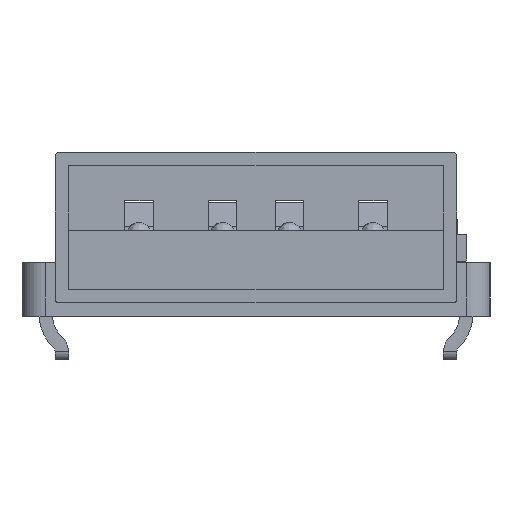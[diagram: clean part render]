
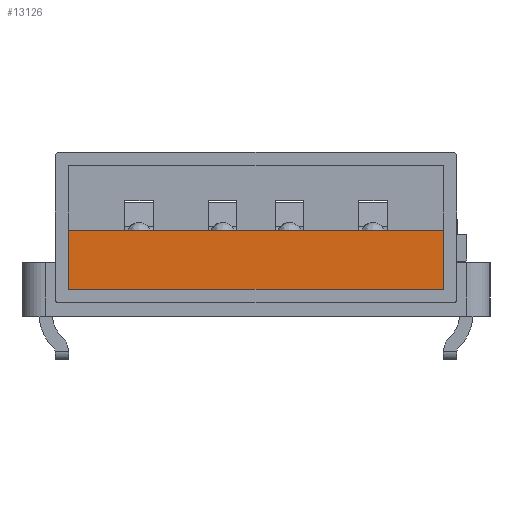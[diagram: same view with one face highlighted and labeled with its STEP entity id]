
A CAD part, left-side view. The second image highlights one B-rep face of the part: STEP entity #13126.
In plain terms, the highlighted face is planar.
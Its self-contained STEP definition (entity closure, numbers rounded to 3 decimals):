
#10270 = PLANE('',#10271);
#10271 = AXIS2_PLACEMENT_3D('',#10272,#10273,#10274);
#10272 = CARTESIAN_POINT('',(-5.6,-0.1,10.05));
#10273 = DIRECTION('',(0.,1.,0.));
#10274 = DIRECTION('',(0.,0.,1.));
#12949 = VERTEX_POINT('',#12950);
#12950 = CARTESIAN_POINT('',(-5.6,-0.1,18.7));
#12964 = PLANE('',#12965);
#12965 = AXIS2_PLACEMENT_3D('',#12966,#12967,#12968);
#12966 = CARTESIAN_POINT('',(-5.6,-0.85,0.));
#12967 = DIRECTION('',(-1.,0.,0.));
#12968 = DIRECTION('',(0.,0.,-1.));
#12976 = EDGE_CURVE('',#12949,#12977,#12979,.T.);
#12977 = VERTEX_POINT('',#12978);
#12978 = CARTESIAN_POINT('',(5.6,-0.1,18.7));
#12979 = SURFACE_CURVE('',#12980,(#12984,#12991),.PCURVE_S1.);
#12980 = LINE('',#12981,#12982);
#12981 = CARTESIAN_POINT('',(-5.6,-0.1,18.7));
#12982 = VECTOR('',#12983,1.);
#12983 = DIRECTION('',(1.,0.,0.));
#12984 = PCURVE('',#10270,#12985);
#12985 = DEFINITIONAL_REPRESENTATION('',(#12986),#12990);
#12986 = LINE('',#12987,#12988);
#12987 = CARTESIAN_POINT('',(8.65,0.));
#12988 = VECTOR('',#12989,1.);
#12989 = DIRECTION('',(0.,1.));
#12990 = ( GEOMETRIC_REPRESENTATION_CONTEXT(2) 
PARAMETRIC_REPRESENTATION_CONTEXT() REPRESENTATION_CONTEXT('2D SPACE',''
  ) );
#12991 = PCURVE('',#12992,#12997);
#12992 = PLANE('',#12993);
#12993 = AXIS2_PLACEMENT_3D('',#12994,#12995,#12996);
#12994 = CARTESIAN_POINT('',(0.,-0.975,18.7));
#12995 = DIRECTION('',(0.,0.,1.));
#12996 = DIRECTION('',(-1.,0.,0.));
#12997 = DEFINITIONAL_REPRESENTATION('',(#12998),#13002);
#12998 = LINE('',#12999,#13000);
#12999 = CARTESIAN_POINT('',(5.6,-0.875));
#13000 = VECTOR('',#13001,1.);
#13001 = DIRECTION('',(-1.,0.));
#13002 = ( GEOMETRIC_REPRESENTATION_CONTEXT(2) 
PARAMETRIC_REPRESENTATION_CONTEXT() REPRESENTATION_CONTEXT('2D SPACE',''
  ) );
#13020 = PLANE('',#13021);
#13021 = AXIS2_PLACEMENT_3D('',#13022,#13023,#13024);
#13022 = CARTESIAN_POINT('',(5.6,-0.5,0.));
#13023 = DIRECTION('',(1.,0.,0.));
#13024 = DIRECTION('',(0.,0.,1.));
#13126 = ADVANCED_FACE('',(#13127),#12992,.T.);
#13127 = FACE_BOUND('',#13128,.T.);
#13128 = EDGE_LOOP('',(#13129,#13159,#13180,#13181));
#13129 = ORIENTED_EDGE('',*,*,#13130,.F.);
#13130 = EDGE_CURVE('',#13131,#13133,#13135,.T.);
#13131 = VERTEX_POINT('',#13132);
#13132 = CARTESIAN_POINT('',(5.6,-1.85,18.7));
#13133 = VERTEX_POINT('',#13134);
#13134 = CARTESIAN_POINT('',(-5.6,-1.85,18.7));
#13135 = SURFACE_CURVE('',#13136,(#13140,#13147),.PCURVE_S1.);
#13136 = LINE('',#13137,#13138);
#13137 = CARTESIAN_POINT('',(5.6,-1.85,18.7));
#13138 = VECTOR('',#13139,1.);
#13139 = DIRECTION('',(-1.,0.,0.));
#13140 = PCURVE('',#12992,#13141);
#13141 = DEFINITIONAL_REPRESENTATION('',(#13142),#13146);
#13142 = LINE('',#13143,#13144);
#13143 = CARTESIAN_POINT('',(-5.6,0.875));
#13144 = VECTOR('',#13145,1.);
#13145 = DIRECTION('',(1.,0.));
#13146 = ( GEOMETRIC_REPRESENTATION_CONTEXT(2) 
PARAMETRIC_REPRESENTATION_CONTEXT() REPRESENTATION_CONTEXT('2D SPACE',''
  ) );
#13147 = PCURVE('',#13148,#13153);
#13148 = PLANE('',#13149);
#13149 = AXIS2_PLACEMENT_3D('',#13150,#13151,#13152);
#13150 = CARTESIAN_POINT('',(5.6,-1.85,4.7));
#13151 = DIRECTION('',(0.,-1.,0.));
#13152 = DIRECTION('',(0.,0.,-1.));
#13153 = DEFINITIONAL_REPRESENTATION('',(#13154),#13158);
#13154 = LINE('',#13155,#13156);
#13155 = CARTESIAN_POINT('',(-14.,0.));
#13156 = VECTOR('',#13157,1.);
#13157 = DIRECTION('',(0.,-1.));
#13158 = ( GEOMETRIC_REPRESENTATION_CONTEXT(2) 
PARAMETRIC_REPRESENTATION_CONTEXT() REPRESENTATION_CONTEXT('2D SPACE',''
  ) );
#13159 = ORIENTED_EDGE('',*,*,#13160,.F.);
#13160 = EDGE_CURVE('',#12977,#13131,#13161,.T.);
#13161 = SURFACE_CURVE('',#13162,(#13166,#13173),.PCURVE_S1.);
#13162 = LINE('',#13163,#13164);
#13163 = CARTESIAN_POINT('',(5.6,-0.1,18.7));
#13164 = VECTOR('',#13165,1.);
#13165 = DIRECTION('',(0.,-1.,0.));
#13166 = PCURVE('',#12992,#13167);
#13167 = DEFINITIONAL_REPRESENTATION('',(#13168),#13172);
#13168 = LINE('',#13169,#13170);
#13169 = CARTESIAN_POINT('',(-5.6,-0.875));
#13170 = VECTOR('',#13171,1.);
#13171 = DIRECTION('',(0.,1.));
#13172 = ( GEOMETRIC_REPRESENTATION_CONTEXT(2) 
PARAMETRIC_REPRESENTATION_CONTEXT() REPRESENTATION_CONTEXT('2D SPACE',''
  ) );
#13173 = PCURVE('',#13020,#13174);
#13174 = DEFINITIONAL_REPRESENTATION('',(#13175),#13179);
#13175 = LINE('',#13176,#13177);
#13176 = CARTESIAN_POINT('',(18.7,-0.4));
#13177 = VECTOR('',#13178,1.);
#13178 = DIRECTION('',(0.,1.));
#13179 = ( GEOMETRIC_REPRESENTATION_CONTEXT(2) 
PARAMETRIC_REPRESENTATION_CONTEXT() REPRESENTATION_CONTEXT('2D SPACE',''
  ) );
#13180 = ORIENTED_EDGE('',*,*,#12976,.F.);
#13181 = ORIENTED_EDGE('',*,*,#13182,.F.);
#13182 = EDGE_CURVE('',#13133,#12949,#13183,.T.);
#13183 = SURFACE_CURVE('',#13184,(#13188,#13195),.PCURVE_S1.);
#13184 = LINE('',#13185,#13186);
#13185 = CARTESIAN_POINT('',(-5.6,-1.85,18.7));
#13186 = VECTOR('',#13187,1.);
#13187 = DIRECTION('',(0.,1.,0.));
#13188 = PCURVE('',#12992,#13189);
#13189 = DEFINITIONAL_REPRESENTATION('',(#13190),#13194);
#13190 = LINE('',#13191,#13192);
#13191 = CARTESIAN_POINT('',(5.6,0.875));
#13192 = VECTOR('',#13193,1.);
#13193 = DIRECTION('',(0.,-1.));
#13194 = ( GEOMETRIC_REPRESENTATION_CONTEXT(2) 
PARAMETRIC_REPRESENTATION_CONTEXT() REPRESENTATION_CONTEXT('2D SPACE',''
  ) );
#13195 = PCURVE('',#12964,#13196);
#13196 = DEFINITIONAL_REPRESENTATION('',(#13197),#13201);
#13197 = LINE('',#13198,#13199);
#13198 = CARTESIAN_POINT('',(-18.7,1.));
#13199 = VECTOR('',#13200,1.);
#13200 = DIRECTION('',(0.,-1.));
#13201 = ( GEOMETRIC_REPRESENTATION_CONTEXT(2) 
PARAMETRIC_REPRESENTATION_CONTEXT() REPRESENTATION_CONTEXT('2D SPACE',''
  ) );
